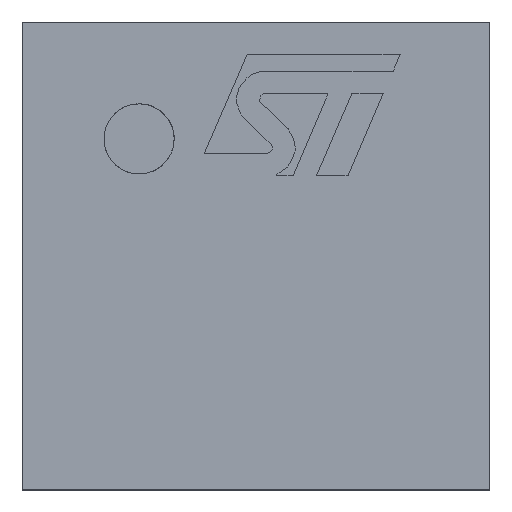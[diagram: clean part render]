
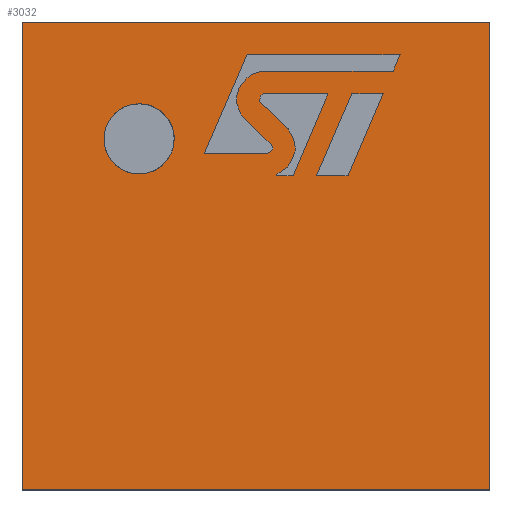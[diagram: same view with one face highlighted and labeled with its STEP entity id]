
A CAD part, top view. The second image highlights one B-rep face of the part: STEP entity #3032.
In plain terms, the highlighted planar face has unit normal (0, 0, 1).
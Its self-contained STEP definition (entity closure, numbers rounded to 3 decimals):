
#299=FACE_BOUND('',#445,.T.);
#312=B_SPLINE_CURVE_WITH_KNOTS('',3,(#5296,#5297,#5298,#5299,#5300,#5301,
#5302,#5303,#5304,#5305,#5306,#5307,#5308),.UNSPECIFIED.,.F.,.F.,(4,3,3,
3,4),(0.,0.25,0.5,0.75,1.),.UNSPECIFIED.);
#313=B_SPLINE_CURVE_WITH_KNOTS('',3,(#5309,#5310,#5311,#5312,#5313,#5314,
#5315,#5316,#5317,#5318,#5319,#5320,#5321),.UNSPECIFIED.,.F.,.F.,(4,3,3,
3,4),(0.,0.25,0.5,0.75,1.),.UNSPECIFIED.);
#328=FACE_OUTER_BOUND('',#444,.T.);
#444=EDGE_LOOP('',(#2293,#2294,#2295,#2296));
#445=EDGE_LOOP('',(#2297,#2298));
#581=LINE('',#5288,#1013);
#582=LINE('',#5290,#1014);
#583=LINE('',#5292,#1015);
#584=LINE('',#5293,#1016);
#1013=VECTOR('',#4339,1000.);
#1014=VECTOR('',#4340,1000.);
#1015=VECTOR('',#4341,1000.);
#1016=VECTOR('',#4342,1000.);
#1449=VERTEX_POINT('',#5286);
#1450=VERTEX_POINT('',#5287);
#1451=VERTEX_POINT('',#5289);
#1452=VERTEX_POINT('',#5291);
#1453=VERTEX_POINT('',#5294);
#1454=VERTEX_POINT('',#5295);
#1851=EDGE_CURVE('',#1449,#1450,#581,.T.);
#1852=EDGE_CURVE('',#1450,#1451,#582,.T.);
#1853=EDGE_CURVE('',#1451,#1452,#583,.T.);
#1854=EDGE_CURVE('',#1452,#1449,#584,.T.);
#1855=EDGE_CURVE('',#1453,#1454,#312,.T.);
#1856=EDGE_CURVE('',#1454,#1453,#313,.T.);
#2293=ORIENTED_EDGE('',*,*,#1851,.T.);
#2294=ORIENTED_EDGE('',*,*,#1852,.T.);
#2295=ORIENTED_EDGE('',*,*,#1853,.T.);
#2296=ORIENTED_EDGE('',*,*,#1854,.T.);
#2297=ORIENTED_EDGE('',*,*,#1855,.T.);
#2298=ORIENTED_EDGE('',*,*,#1856,.T.);
#2841=PLANE('',#4054);
#3032=ADVANCED_FACE('',(#328,#299),#2841,.T.);
#4054=AXIS2_PLACEMENT_3D('',#5285,#4337,#4338);
#4337=DIRECTION('center_axis',(0.,0.,1.));
#4338=DIRECTION('ref_axis',(1.,0.,0.));
#4339=DIRECTION('',(0.,1.,0.));
#4340=DIRECTION('',(-1.,0.,0.));
#4341=DIRECTION('',(0.,-1.,0.));
#4342=DIRECTION('',(1.,0.,0.));
#5285=CARTESIAN_POINT('Origin',(0.,0.,0.95));
#5286=CARTESIAN_POINT('',(1.,-1.,0.95));
#5287=CARTESIAN_POINT('',(1.,1.,0.95));
#5288=CARTESIAN_POINT('',(1.,0.,0.95));
#5289=CARTESIAN_POINT('',(-1.,1.,0.95));
#5290=CARTESIAN_POINT('',(0.,1.,0.95));
#5291=CARTESIAN_POINT('',(-1.,-1.,0.95));
#5292=CARTESIAN_POINT('',(-1.,0.,0.95));
#5293=CARTESIAN_POINT('',(0.,-1.,0.95));
#5294=CARTESIAN_POINT('',(-0.35,0.5,0.95));
#5295=CARTESIAN_POINT('',(-0.65,0.5,0.95));
#5296=CARTESIAN_POINT('Ctrl Pts',(-0.35,0.5,0.95));
#5297=CARTESIAN_POINT('Ctrl Pts',(-0.35,0.459,0.95));
#5298=CARTESIAN_POINT('Ctrl Pts',(-0.366,0.423,
0.95));
#5299=CARTESIAN_POINT('Ctrl Pts',(-0.394,0.394,
0.95));
#5300=CARTESIAN_POINT('Ctrl Pts',(-0.422,0.365,
0.95));
#5301=CARTESIAN_POINT('Ctrl Pts',(-0.459,0.35,
0.95));
#5302=CARTESIAN_POINT('Ctrl Pts',(-0.5,0.35,0.95));
#5303=CARTESIAN_POINT('Ctrl Pts',(-0.541,0.35,
0.95));
#5304=CARTESIAN_POINT('Ctrl Pts',(-0.577,0.365,
0.95));
#5305=CARTESIAN_POINT('Ctrl Pts',(-0.606,0.394,
0.95));
#5306=CARTESIAN_POINT('Ctrl Pts',(-0.635,0.423,
0.95));
#5307=CARTESIAN_POINT('Ctrl Pts',(-0.65,0.458,0.95));
#5308=CARTESIAN_POINT('Ctrl Pts',(-0.65,0.5,0.95));
#5309=CARTESIAN_POINT('Ctrl Pts',(-0.65,0.5,0.95));
#5310=CARTESIAN_POINT('Ctrl Pts',(-0.65,0.541,0.95));
#5311=CARTESIAN_POINT('Ctrl Pts',(-0.634,0.577,
0.95));
#5312=CARTESIAN_POINT('Ctrl Pts',(-0.606,0.606,
0.95));
#5313=CARTESIAN_POINT('Ctrl Pts',(-0.578,0.635,
0.95));
#5314=CARTESIAN_POINT('Ctrl Pts',(-0.541,0.65,
0.95));
#5315=CARTESIAN_POINT('Ctrl Pts',(-0.5,0.65,0.95));
#5316=CARTESIAN_POINT('Ctrl Pts',(-0.459,0.65,
0.95));
#5317=CARTESIAN_POINT('Ctrl Pts',(-0.423,0.635,
0.95));
#5318=CARTESIAN_POINT('Ctrl Pts',(-0.394,0.606,
0.95));
#5319=CARTESIAN_POINT('Ctrl Pts',(-0.365,0.577,
0.95));
#5320=CARTESIAN_POINT('Ctrl Pts',(-0.35,0.542,0.95));
#5321=CARTESIAN_POINT('Ctrl Pts',(-0.35,0.5,0.95));
